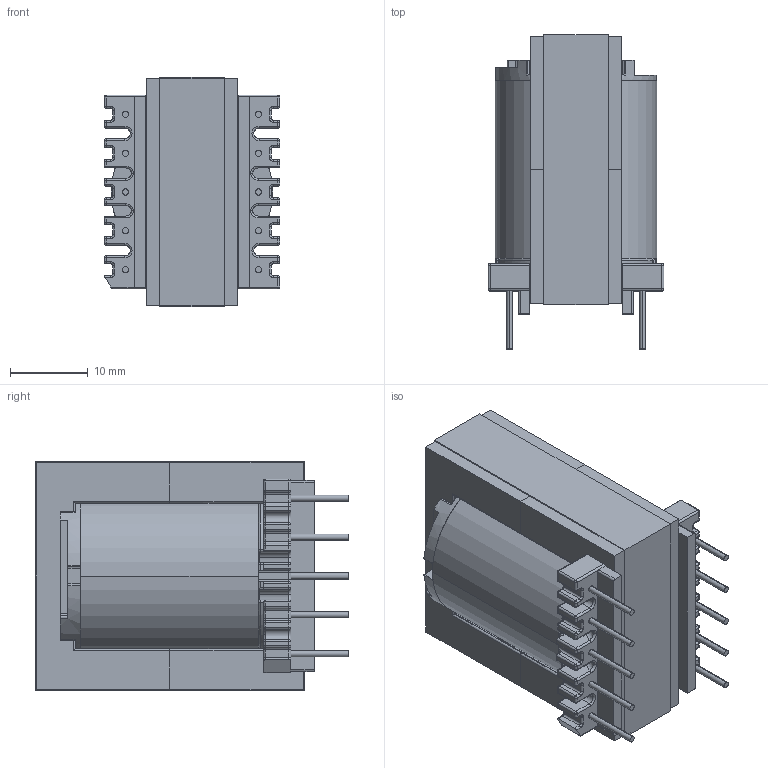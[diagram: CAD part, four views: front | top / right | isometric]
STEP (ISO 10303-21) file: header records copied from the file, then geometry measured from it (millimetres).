
FILE_DESCRIPTION (( 'STEP AP214' ), '1' );
FILE_NAME ('ER28-17_5565.STEP', '2021-06-30T21:23:02', ( '' ), ( '' ), 'SwSTEP 2.0', 'SolidWorks 2017', '' );
FILE_SCHEMA (( 'AUTOMOTIVE_DESIGN' ));
Length unit declared in the file: inch
Products named in the file (5): 150-2504_6A; ER28-17_5565; 070-5565_6B; 070-5565_coil; 440-9991-2504
Assembly tree (5 placements, depth 2):
  ER28-17_5565
    070-5565_6B
    070-5565_coil
    150-2504_6A  x2
    440-9991-2504
Bounding box: 22.66 x 40.46 x 29.52 mm (x, y, z)
Volume: 15207.2 mm3; surface area: 13781.9 mm2
Topology: 5 solids, 5 shells, 603 faces, 1457 edges, 804 vertices
Faces by surface type: cylinder 303, plane 155, sphere 74, torus 55, bspline 16
Entity records: 17179 total; most frequent: CARTESIAN_POINT 3360, DIRECTION 3025, ORIENTED_EDGE 2648, EDGE_CURVE 1324, AXIS2_PLACEMENT_3D 1193, VERTEX_POINT 766, VECTOR 639, LINE 639
